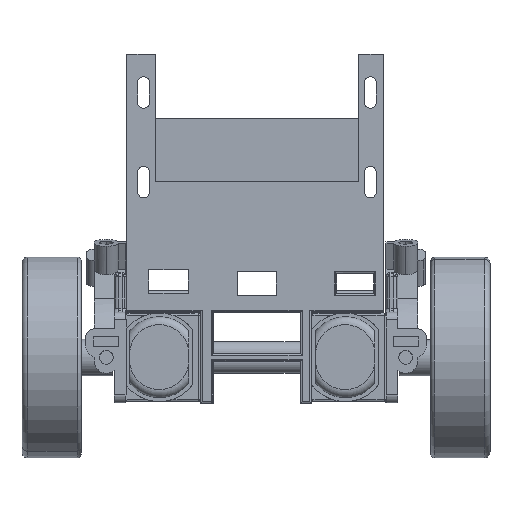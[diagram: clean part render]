
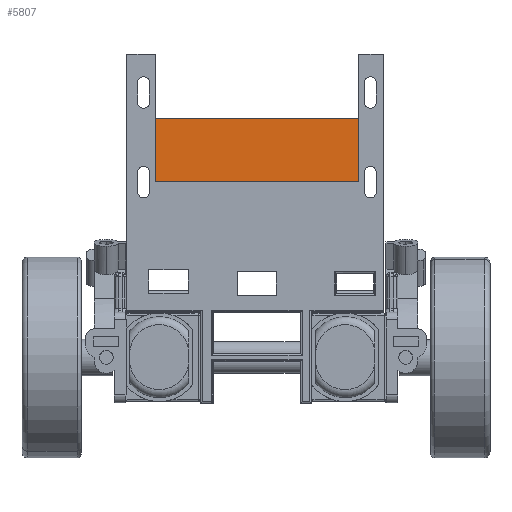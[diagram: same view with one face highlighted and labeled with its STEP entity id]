
A CAD part, top view. The second image highlights one B-rep face of the part: STEP entity #5807.
In plain terms, the highlighted face is planar.
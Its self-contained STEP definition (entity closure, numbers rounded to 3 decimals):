
#177 = DIRECTION ( 'NONE',  ( 1., 0., 0. ) ) ;
#1505 = CARTESIAN_POINT ( 'NONE',  ( -25.75, -6.5, 47. ) ) ;
#1739 = CARTESIAN_POINT ( 'NONE',  ( -25.75, -6.5, 31. ) ) ;
#3315 = DIRECTION ( 'NONE',  ( -1., 0., 0. ) ) ;
#4267 = AXIS2_PLACEMENT_3D ( 'NONE', #1739, #18727, #3315 ) ;
#4517 = VECTOR ( 'NONE', #11933, 1000. ) ;
#4745 = CARTESIAN_POINT ( 'NONE',  ( -25.75, -6.5, 14.375 ) ) ;
#4779 = FACE_OUTER_BOUND ( 'NONE', #14743, .T. ) ;
#5522 = LINE ( 'NONE', #11090, #18343 ) ;
#5541 = LINE ( 'NONE', #4745, #13535 ) ;
#5672 = CARTESIAN_POINT ( 'NONE',  ( -25.75, -6.5, 31. ) ) ;
#5807 = ADVANCED_FACE ( 'NONE', ( #4779 ), #7892, .T. ) ;
#6459 = EDGE_CURVE ( 'NONE', #17486, #17501, #15195, .T. ) ;
#7892 = PLANE ( 'NONE',  #4267 ) ;
#8536 = CARTESIAN_POINT ( 'NONE',  ( 25.827, -6.5, 26.5 ) ) ;
#8653 = LINE ( 'NONE', #9952, #19806 ) ;
#9317 = VERTEX_POINT ( 'NONE', #5672 ) ;
#9556 = ORIENTED_EDGE ( 'NONE', *, *, #11510, .F. ) ;
#9952 = CARTESIAN_POINT ( 'NONE',  ( 0.486, -6.5, 47. ) ) ;
#10944 = ORIENTED_EDGE ( 'NONE', *, *, #6459, .T. ) ;
#11090 = CARTESIAN_POINT ( 'NONE',  ( 0.486, -6.5, 31. ) ) ;
#11468 = ORIENTED_EDGE ( 'NONE', *, *, #17593, .T. ) ;
#11510 = EDGE_CURVE ( 'NONE', #9317, #19387, #5541, .T. ) ;
#11933 = DIRECTION ( 'NONE',  ( 0., 0., 1. ) ) ;
#13535 = VECTOR ( 'NONE', #14085, 1000. ) ;
#14085 = DIRECTION ( 'NONE',  ( 0., 0., 1. ) ) ;
#14518 = ORIENTED_EDGE ( 'NONE', *, *, #17184, .F. ) ;
#14743 = EDGE_LOOP ( 'NONE', ( #11468, #10944, #14518, #9556 ) ) ;
#15195 = LINE ( 'NONE', #8536, #4517 ) ;
#15516 = CARTESIAN_POINT ( 'NONE',  ( 25.827, -6.5, 31. ) ) ;
#16917 = CARTESIAN_POINT ( 'NONE',  ( 25.827, -6.5, 47. ) ) ;
#17184 = EDGE_CURVE ( 'NONE', #19387, #17501, #8653, .T. ) ;
#17486 = VERTEX_POINT ( 'NONE', #15516 ) ;
#17501 = VERTEX_POINT ( 'NONE', #16917 ) ;
#17593 = EDGE_CURVE ( 'NONE', #9317, #17486, #5522, .T. ) ;
#18343 = VECTOR ( 'NONE', #177, 1000. ) ;
#18727 = DIRECTION ( 'NONE',  ( 0., -1., 0. ) ) ;
#19387 = VERTEX_POINT ( 'NONE', #1505 ) ;
#19489 = DIRECTION ( 'NONE',  ( 1., 0., 0. ) ) ;
#19806 = VECTOR ( 'NONE', #19489, 1000. ) ;
